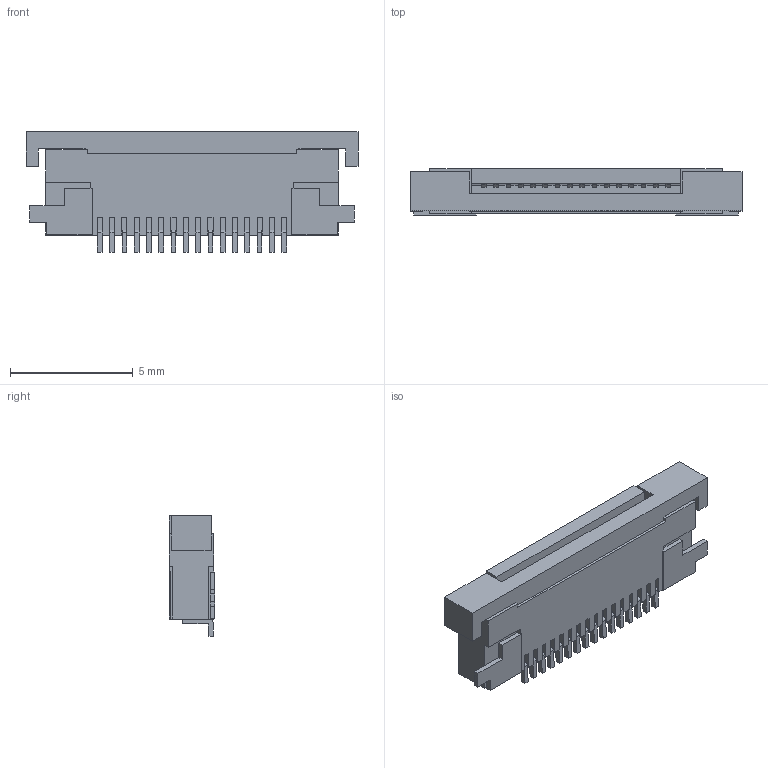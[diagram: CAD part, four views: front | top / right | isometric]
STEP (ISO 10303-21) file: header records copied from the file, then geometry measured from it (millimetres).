
FILE_DESCRIPTION((''),'2;1');
FILE_NAME('ISFV16R_4STLF','2007-09-03T',('ShoujiR'),(''),'PRO/ENGINEER BY PARAMETRIC TECHNOLOGY CORPORATION, 2005230','PRO/ENGINEER BY PARAMETRIC TECHNOLOGY CORPORATION, 2005230','');
FILE_SCHEMA(('CONFIG_CONTROL_DESIGN'));
Length unit declared in the file: millimetre
Products named in the file (1): ISFV16R_4STLF
Bounding box: 13.5 x 1.87 x 4.9 mm (x, y, z)
Volume: 83.1 mm3; surface area: 273.4 mm2
Topology: 1 solids, 1 shells, 372 faces, 1108 edges, 738 vertices
Faces by surface type: plane 356, cylinder 16
Entity records: 12286 total; most frequent: CARTESIAN_POINT 2218, ORIENTED_EDGE 2216, DIRECTION 1884, EDGE_CURVE 1108, VECTOR 1076, LINE 1076, VERTEX_POINT 738, AXIS2_PLACEMENT_3D 404
